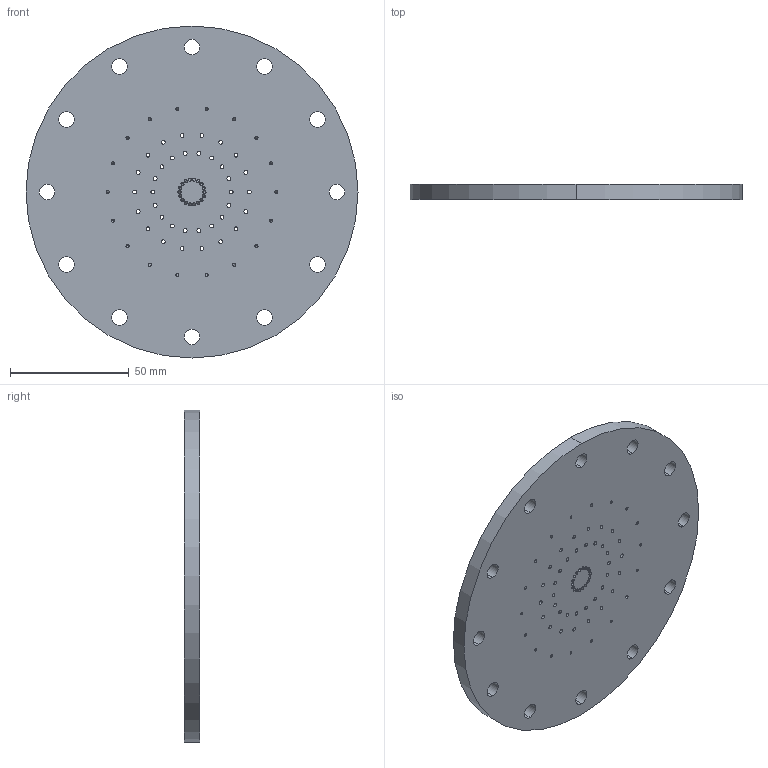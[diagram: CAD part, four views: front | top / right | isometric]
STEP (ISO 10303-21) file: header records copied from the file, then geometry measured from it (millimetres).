
FILE_DESCRIPTION (( 'STEP AP214' ), '1' );
FILE_NAME ('Injector V4.STEP', '2022-03-21T22:10:43', ( '' ), ( '' ), 'SwSTEP 2.0', 'SolidWorks 2021', '' );
FILE_SCHEMA (( 'AUTOMOTIVE_DESIGN' ));
Length unit declared in the file: inch
Products named in the file (1): Injector V4
Bounding box: 139.7 x 6.35 x 139.7 mm (x, y, z)
Volume: 94025.7 mm3; surface area: 36101.7 mm2
Topology: 1 solids, 1 shells, 172 faces, 510 edges, 340 vertices
Faces by surface type: cylinder 170, plane 2
Entity records: 6206 total; most frequent: CARTESIAN_POINT 1455, ORIENTED_EDGE 1020, DIRECTION 908, EDGE_CURVE 510, AXIS2_PLACEMENT_3D 369, EDGE_LOOP 340, VERTEX_POINT 340, CIRCLE 196
